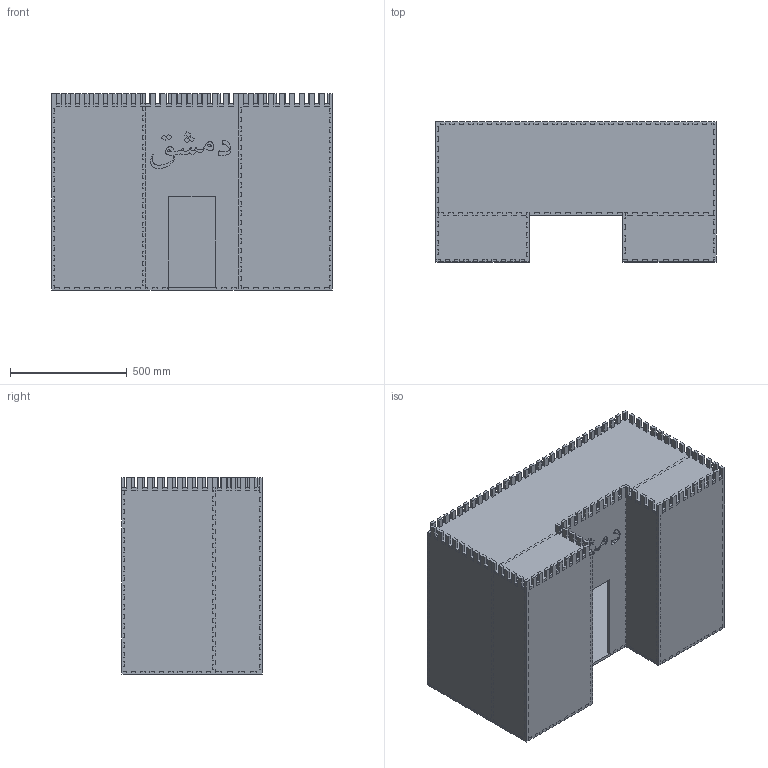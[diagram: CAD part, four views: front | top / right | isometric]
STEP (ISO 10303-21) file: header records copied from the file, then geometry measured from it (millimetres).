
FILE_DESCRIPTION(/* description */ (''),/* implementation_level */ '2;1');
FILE_NAME(/* name */ 'damascus_gate.step',/* time_stamp */ '2026-04-08T08:04:08+09:00',/* author */ (''),/* organization */ (''),/* preprocessor_version */ 'ST-DEVELOPER v20.1',/* originating_system */ 'Autodesk Translation Framework v14.24.0.0',/* authorisation */ '');
FILE_SCHEMA (('AUTOMOTIVE_DESIGN { 1 0 10303 214 3 1 1 }'));
Products named in the file (17): damascus_gate; main_base; tower_base_1; tower_base_2; back_panel; main_sider; tower_side1; tower_front; tower_side2; mid_piece; tower_side1(Mirror); tower_front(Mirror); tower_side2(Mirror); main_sider(Mirror); main_top; tower_top; tower_top(Mirror)
Assembly tree (16 placements, depth 2):
  damascus_gate
    main_base
    tower_base_1
    tower_base_2
    back_panel
    main_sider
    tower_side1
    tower_front
    tower_side2
    mid_piece
    tower_side1(Mirror)
    tower_front(Mirror)
    tower_side2(Mirror)
    main_sider(Mirror)
    main_top
    tower_top
    tower_top(Mirror)
Bounding box: 1200 x 600 x 840 mm (x, y, z)
Volume: 52138280.9 mm3; surface area: 9458175.3 mm2
Topology: 17 solids, 17 shells, 3418 faces, 10131 edges, 6754 vertices
Faces by surface type: plane 3316, bspline 102
Entity records: 112591 total; most frequent: CARTESIAN_POINT 21254, ORIENTED_EDGE 20262, DIRECTION 16625, EDGE_CURVE 10131, LINE 9927, VECTOR 9927, VERTEX_POINT 6754, EDGE_LOOP 3425
